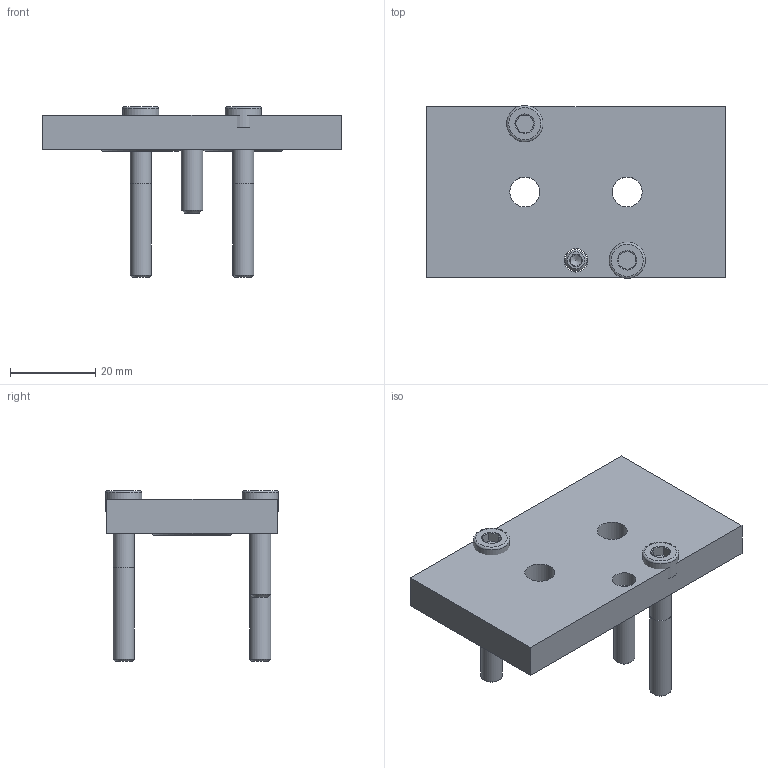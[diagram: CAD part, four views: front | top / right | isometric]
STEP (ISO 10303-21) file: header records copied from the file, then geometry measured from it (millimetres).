
FILE_DESCRIPTION(/* description */ ('Unknown'),/* implementation_level */ '2;1');
FILE_NAME(/* name */ 'ZPN 8',/* time_stamp */ '2018-02-06T06:51:00+01:00',/* author */ ('Unknown'),/* organization */ ('Unknown'),/* preprocessor_version */ 'ST-DEVELOPER v16.7',/* originating_system */ 'DEX',/* authorisation */ $);
FILE_SCHEMA (('AUTOMOTIVE_DESIGN {1 0 10303 214 3 1 1}'));
Length unit declared in the file: millimetre
Products named in the file (5): ZPN 8; O-Ring 15x2,5 NBR70 im NAMUR-Senkung; DIN912-A2-M5x35; DIN913-A2-M5x20; AZPN 8
Assembly tree (6 placements, depth 2):
  ZPN 8
    O-Ring 15x2,5 NBR70 im NAMUR-Senkung  x2
    DIN912-A2-M5x35  x2
    DIN913-A2-M5x20
    AZPN 8
Bounding box: 70 x 40.5 x 40 mm (x, y, z)
Volume: 22932.7 mm3; surface area: 10858.5 mm2
Topology: 6 solids, 6 shells, 80 faces, 181 edges, 119 vertices
Faces by surface type: plane 40, cone 18, cylinder 16, torus 6
Full cylindrical faces by diameter (mm): 4.019 x2, 5 x5, 5.5 x3, 7 x2, 8.5 x2, 19.5 x2
Entity records: 1812 total; most frequent: CARTESIAN_POINT 297, DIRECTION 236, ORIENTED_EDGE 192, AXIS2_PLACEMENT_3D 97, EDGE_CURVE 96, FACE_BOUND 90, EDGE_LOOP 88, VERTEX_POINT 76
